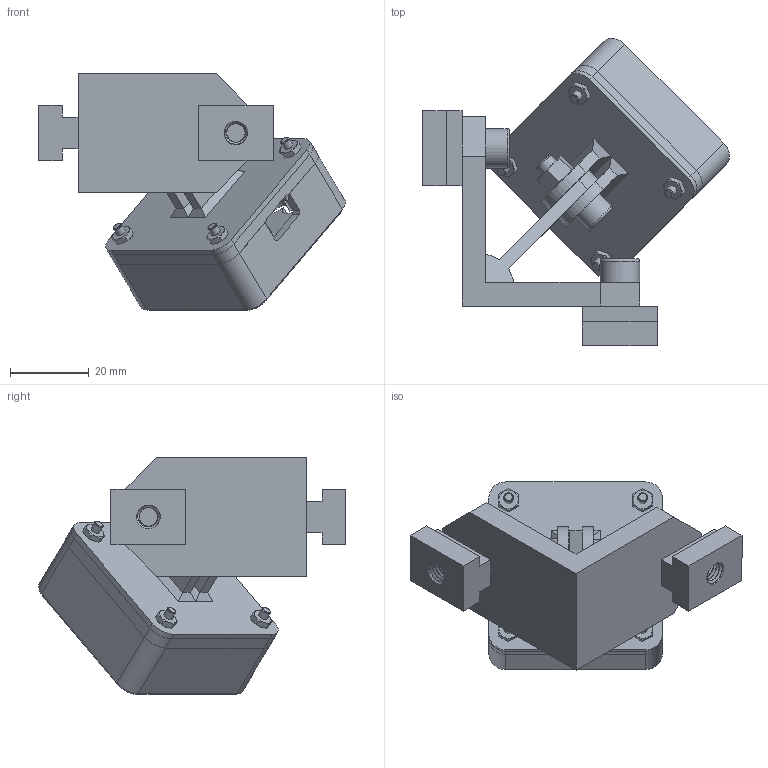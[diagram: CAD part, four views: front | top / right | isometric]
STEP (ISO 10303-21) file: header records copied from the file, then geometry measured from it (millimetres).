
FILE_DESCRIPTION(/* description */ (''),/* implementation_level */ '2;1');
FILE_NAME(/* name */ 'Camera Mount Elegoo.step',/* time_stamp */ '2024-09-09T23:50:02-05:00',/* author */ (''),/* organization */ (''),/* preprocessor_version */ 'ST-DEVELOPER v20',/* originating_system */ 'Autodesk Translation Framework v13.14.0.145',/* authorisation */ '');
FILE_SCHEMA (('AUTOMOTIVE_DESIGN { 1 0 10303 214 3 1 1 }'));
Length unit declared in the file: millimetre
Products named in the file (12): Camera Mount; Camera Assembly; Camera_Front_cover; Camera_case_back_cover; Case Back Plate; Broached Hexagon Socket Head Cap Screw ANSI B18.3.1M - M2.5x0.45 x 20
 Steel Grade 2 Plain v1; Broached Hexagon Socket Head Cap Screw ANSI B18.3.1M - M5x0.8 x 16 St
eel Grade 2 Plain v1; Broached Hexagon Socket Head Cap Screw ANSI B18.3.1M - M6x1 x 12 Stee
l Grade 2 Plain v1; Broached Hexagon Socket Head Cap Screw ANSI B18.3.1M - M6x1 x 10 Stee
l Grade 2 Plain v1; Hex Nut Style 1 ANSI B18.2.4.1M - M5 x M5 x 0.8 Steel Grade 2H Plain 
v1; Hexagon Nut BS 4183 - M2.5 Steel 6 Plain v1; 90510A211_Fully Threaded T-Slot Nut
Assembly tree (18 placements, depth 3):
  Camera Mount
    Camera Assembly
      Camera_Front_cover
      Camera_case_back_cover
      Case Back Plate
    Broached Hexagon Socket Head Cap Screw ANSI B18.3.1M - M2.5x0.45 x 20
 Steel Grade 2 Plain v1  x4
    Broached Hexagon Socket Head Cap Screw ANSI B18.3.1M - M5x0.8 x 16 St
eel Grade 2 Plain v1
    Broached Hexagon Socket Head Cap Screw ANSI B18.3.1M - M6x1 x 12 Stee
l Grade 2 Plain v1
    Broached Hexagon Socket Head Cap Screw ANSI B18.3.1M - M6x1 x 10 Stee
l Grade 2 Plain v1
    Hex Nut Style 1 ANSI B18.2.4.1M - M5 x M5 x 0.8 Steel Grade 2H Plain 
v1
    Hexagon Nut BS 4183 - M2.5 Steel 6 Plain v1  x4
    90510A211_Fully Threaded T-Slot Nut  x2
Bounding box: 77.76 x 77.9 x 59.93 mm (x, y, z)
Volume: 39664 mm3; surface area: 29684.1 mm2
Topology: 18 solids, 18 shells, 451 faces, 1086 edges, 687 vertices
Faces by surface type: plane 283, cylinder 129, cone 28, torus 7, bspline 4
Full cylindrical faces by diameter (mm): 2.075 x4, 2.43 x4, 2.8 x12, 4 x4, 4.234 x1, 4.5 x4, 4.701 x16, 4.901 x1, 5.2 x2, 5.3 x1, 5.884 x2, 6 x20, 6.5 x2, 8.5 x1, 10 x2, 18.2 x1, 23.5 x1, 25.5 x1
Entity records: 11837 total; most frequent: CARTESIAN_POINT 3648, DIRECTION 1620, ORIENTED_EDGE 1606, EDGE_CURVE 803, AXIS2_PLACEMENT_3D 541, LINE 538, VECTOR 538, VERTEX_POINT 511
